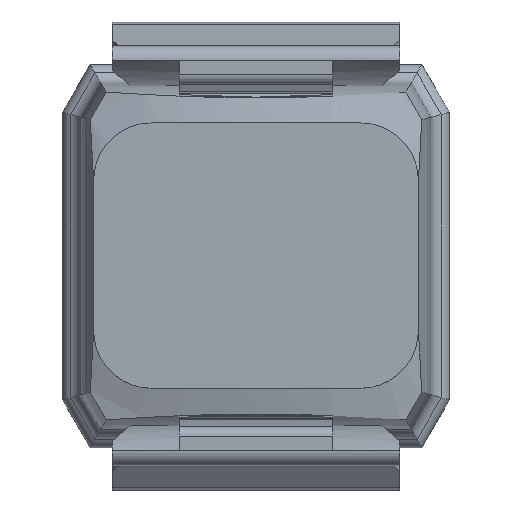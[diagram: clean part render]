
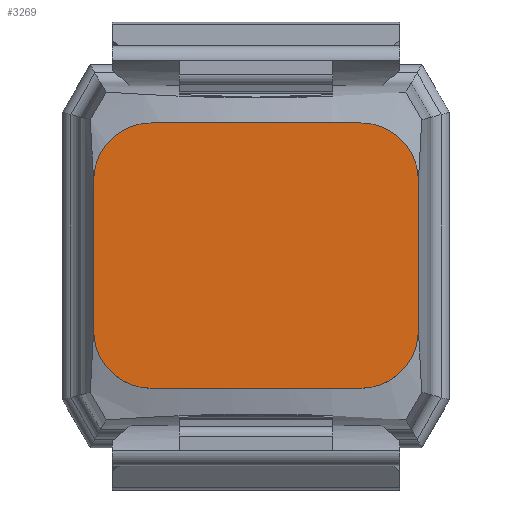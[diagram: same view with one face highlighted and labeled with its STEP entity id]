
A CAD part, top view. The second image highlights one B-rep face of the part: STEP entity #3269.
In plain terms, the highlighted planar face has unit normal (0, 0, 1).
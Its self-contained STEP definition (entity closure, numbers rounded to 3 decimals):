
#2933=AXIS2_PLACEMENT_3D('Circle Axis2P3D',#2931,#2932,$) ;
#2983=AXIS2_PLACEMENT_3D('Circle Axis2P3D',#2981,#2982,$) ;
#3033=AXIS2_PLACEMENT_3D('Circle Axis2P3D',#3031,#3032,$) ;
#3083=AXIS2_PLACEMENT_3D('Circle Axis2P3D',#3081,#3082,$) ;
#3257=AXIS2_PLACEMENT_3D('Plane Axis2P3D',#3254,#3255,#3256) ;
#2903=CARTESIAN_POINT('Vertex',(1.625,8.293,22.9)) ;
#2906=CARTESIAN_POINT('Line Origine',(1.625,12.218,22.9)) ;
#2910=CARTESIAN_POINT('Vertex',(1.625,16.143,22.9)) ;
#2931=CARTESIAN_POINT('Axis2P3D Location',(4.625,8.293,22.9)) ;
#2935=CARTESIAN_POINT('Vertex',(4.625,5.293,22.9)) ;
#2960=CARTESIAN_POINT('Vertex',(15.575,5.293,22.9)) ;
#2963=CARTESIAN_POINT('Line Origine',(10.1,5.293,22.9)) ;
#2981=CARTESIAN_POINT('Axis2P3D Location',(15.575,8.293,22.9)) ;
#2985=CARTESIAN_POINT('Vertex',(18.575,8.293,22.9)) ;
#3010=CARTESIAN_POINT('Vertex',(18.575,16.143,22.9)) ;
#3013=CARTESIAN_POINT('Line Origine',(18.575,12.218,22.9)) ;
#3031=CARTESIAN_POINT('Axis2P3D Location',(15.575,16.143,22.9)) ;
#3035=CARTESIAN_POINT('Vertex',(15.575,19.143,22.9)) ;
#3056=CARTESIAN_POINT('Line Origine',(10.1,19.143,22.9)) ;
#3060=CARTESIAN_POINT('Vertex',(4.625,19.143,22.9)) ;
#3081=CARTESIAN_POINT('Axis2P3D Location',(4.625,16.143,22.9)) ;
#3254=CARTESIAN_POINT('Axis2P3D Location',(10.1,12.218,22.9)) ;
#2907=DIRECTION('Vector Direction',(0.,-1.,0.)) ;
#2932=DIRECTION('Axis2P3D Direction',(-0.,0.,1.)) ;
#2964=DIRECTION('Vector Direction',(1.,0.,0.)) ;
#2982=DIRECTION('Axis2P3D Direction',(0.,0.,1.)) ;
#3014=DIRECTION('Vector Direction',(0.,1.,0.)) ;
#3032=DIRECTION('Axis2P3D Direction',(0.,-0.,1.)) ;
#3057=DIRECTION('Vector Direction',(-1.,0.,0.)) ;
#3082=DIRECTION('Axis2P3D Direction',(0.,0.,1.)) ;
#3255=DIRECTION('Axis2P3D Direction',(0.,0.,1.)) ;
#3256=DIRECTION('Axis2P3D XDirection',(1.,0.,0.)) ;
#2908=VECTOR('Line Direction',#2907,1.) ;
#2965=VECTOR('Line Direction',#2964,1.) ;
#3015=VECTOR('Line Direction',#3014,1.) ;
#3058=VECTOR('Line Direction',#3057,1.) ;
#3260=ORIENTED_EDGE('',*,*,#2912,.T.) ;
#3261=ORIENTED_EDGE('',*,*,#2937,.F.) ;
#3262=ORIENTED_EDGE('',*,*,#2967,.T.) ;
#3263=ORIENTED_EDGE('',*,*,#2987,.F.) ;
#3264=ORIENTED_EDGE('',*,*,#3017,.T.) ;
#3265=ORIENTED_EDGE('',*,*,#3037,.F.) ;
#3266=ORIENTED_EDGE('',*,*,#3062,.T.) ;
#3267=ORIENTED_EDGE('',*,*,#3085,.F.) ;
#3269=ADVANCED_FACE('Hauptk\X2\00F6\X0\rper',(#3268),#3258,.T.) ;
#2934=CIRCLE('generated circle',#2933,3.) ;
#2984=CIRCLE('generated circle',#2983,3.) ;
#3034=CIRCLE('generated circle',#3033,3.) ;
#3084=CIRCLE('generated circle',#3083,3.) ;
#2912=EDGE_CURVE('',#2911,#2904,#2909,.T.) ;
#2937=EDGE_CURVE('',#2936,#2904,#2934,.F.) ;
#2967=EDGE_CURVE('',#2936,#2961,#2966,.T.) ;
#2987=EDGE_CURVE('',#2986,#2961,#2984,.F.) ;
#3017=EDGE_CURVE('',#2986,#3011,#3016,.T.) ;
#3037=EDGE_CURVE('',#3036,#3011,#3034,.F.) ;
#3062=EDGE_CURVE('',#3036,#3061,#3059,.T.) ;
#3085=EDGE_CURVE('',#2911,#3061,#3084,.F.) ;
#3259=EDGE_LOOP('',(#3260,#3261,#3262,#3263,#3264,#3265,#3266,#3267)) ;
#3268=FACE_OUTER_BOUND('',#3259,.T.) ;
#2909=LINE('Line',#2906,#2908) ;
#2966=LINE('Line',#2963,#2965) ;
#3016=LINE('Line',#3013,#3015) ;
#3059=LINE('Line',#3056,#3058) ;
#3258=PLANE('',#3257) ;
#2904=VERTEX_POINT('',#2903) ;
#2911=VERTEX_POINT('',#2910) ;
#2936=VERTEX_POINT('',#2935) ;
#2961=VERTEX_POINT('',#2960) ;
#2986=VERTEX_POINT('',#2985) ;
#3011=VERTEX_POINT('',#3010) ;
#3036=VERTEX_POINT('',#3035) ;
#3061=VERTEX_POINT('',#3060) ;
